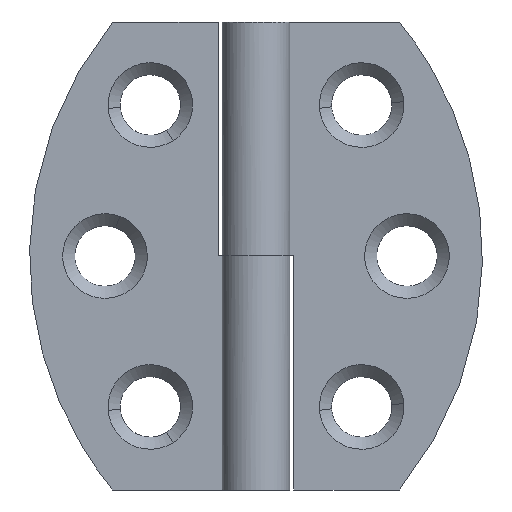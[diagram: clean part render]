
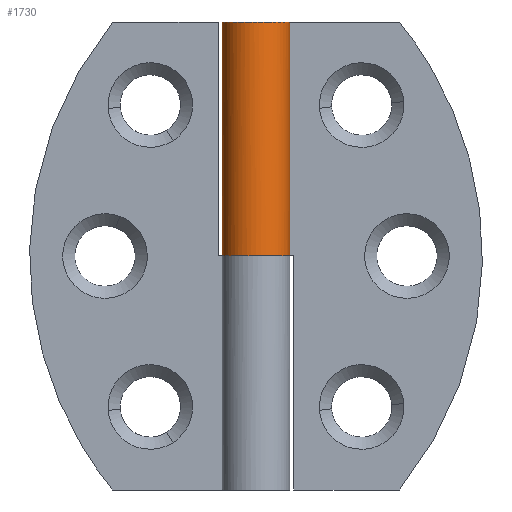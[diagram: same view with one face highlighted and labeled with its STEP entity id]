
A CAD part, front view. The second image highlights one B-rep face of the part: STEP entity #1730.
In plain terms, the highlighted free-form (B-spline) face has degree [1, 2] with [2, 7] control points.
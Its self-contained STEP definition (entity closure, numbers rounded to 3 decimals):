
#1551=CARTESIAN_POINT('',(1.903,1.2,15.5));
#1552=VERTEX_POINT('',#1551);
#1558=CARTESIAN_POINT('',(0.0,2.25,15.5));
#1559=VERTEX_POINT('',#1558);
#1560=CARTESIAN_POINT('',(0.0,2.25,15.5));
#1561=CARTESIAN_POINT('',(-1.744,2.25,15.5));
#1562=CARTESIAN_POINT('',(-2.179,0.561,15.5));
#1563=CARTESIAN_POINT('',(-2.614,-1.128,15.5));
#1564=CARTESIAN_POINT('',(-1.087,-1.97,15.5));
#1565=CARTESIAN_POINT('',(0.44,-2.812,15.5));
#1566=CARTESIAN_POINT('',(1.637,-1.544,15.5));
#1567=CARTESIAN_POINT('',(2.833,-0.275,15.5));
#1568=CARTESIAN_POINT('',(1.903,1.2,15.5));
#1576=(BOUNDED_CURVE()B_SPLINE_CURVE(2,(#1560,#1561,#1562,#1563,#1564,#1565,#1566,#1567,#1568),.UNSPECIFIED.,.F.,.U.)B_SPLINE_CURVE_WITH_KNOTS((3,2,2,2,3),(0.0,0.25,0.5,0.75,1.0),.UNSPECIFIED.)CURVE()GEOMETRIC_REPRESENTATION_ITEM()RATIONAL_B_SPLINE_CURVE((1.0,0.79,1.0,0.79,1.0,0.79,1.0,0.79,1.0))REPRESENTATION_ITEM(''));
#1577=EDGE_CURVE('',#1559,#1552,#1576,.T.);
#1601=CARTESIAN_POINT('',(0.0,2.25,31.));
#1602=VERTEX_POINT('',#1601);
#1608=CARTESIAN_POINT('',(1.903,1.2,31.));
#1609=VERTEX_POINT('',#1608);
#1610=CARTESIAN_POINT('',(1.903,1.2,31.));
#1611=CARTESIAN_POINT('',(2.833,-0.275,31.));
#1612=CARTESIAN_POINT('',(1.637,-1.544,31.));
#1613=CARTESIAN_POINT('',(0.44,-2.812,31.));
#1614=CARTESIAN_POINT('',(-1.087,-1.97,31.));
#1615=CARTESIAN_POINT('',(-2.614,-1.128,31.));
#1616=CARTESIAN_POINT('',(-2.179,0.561,31.));
#1617=CARTESIAN_POINT('',(-1.744,2.25,31.));
#1618=CARTESIAN_POINT('',(0.0,2.25,31.));
#1626=(BOUNDED_CURVE()B_SPLINE_CURVE(2,(#1610,#1611,#1612,#1613,#1614,#1615,#1616,#1617,#1618),.UNSPECIFIED.,.F.,.U.)B_SPLINE_CURVE_WITH_KNOTS((3,2,2,2,3),(0.0,0.25,0.5,0.75,1.0),.UNSPECIFIED.)CURVE()GEOMETRIC_REPRESENTATION_ITEM()RATIONAL_B_SPLINE_CURVE((1.0,0.79,1.0,0.79,1.0,0.79,1.0,0.79,1.0))REPRESENTATION_ITEM(''));
#1627=EDGE_CURVE('',#1609,#1602,#1626,.T.);
#1690=CARTESIAN_POINT('',(1.903,1.2,15.5));
#1691=CARTESIAN_POINT('',(1.903,1.2,31.));
#1692=QUASI_UNIFORM_CURVE('',1,(#1690,#1691),.UNSPECIFIED.,.F.,.U.);
#1693=EDGE_CURVE('',#1552,#1609,#1692,.T.);
#1698=CARTESIAN_POINT('',(1.854,1.274,15.113));
#1699=CARTESIAN_POINT('',(1.854,1.274,31.397));
#1700=CARTESIAN_POINT('',(3.456,-1.057,15.113));
#1701=CARTESIAN_POINT('',(3.456,-1.057,31.397));
#1702=CARTESIAN_POINT('',(0.825,-2.093,15.113));
#1703=CARTESIAN_POINT('',(0.825,-2.093,31.397));
#1704=CARTESIAN_POINT('',(-1.807,-3.13,15.113));
#1705=CARTESIAN_POINT('',(-1.807,-3.13,31.397));
#1706=CARTESIAN_POINT('',(-2.225,-0.333,15.113));
#1707=CARTESIAN_POINT('',(-2.225,-0.333,31.397));
#1708=CARTESIAN_POINT('',(-2.643,2.465,15.113));
#1709=CARTESIAN_POINT('',(-2.643,2.465,31.397));
#1710=CARTESIAN_POINT('',(0.177,2.243,15.113));
#1711=CARTESIAN_POINT('',(0.177,2.243,31.397));
#1719=(BOUNDED_SURFACE()B_SPLINE_SURFACE(1,2,((#1698,#1700,#1702,#1704,#1706,#1708,#1710),(#1699,#1701,#1703,#1705,#1707,#1709,#1711)),.UNSPECIFIED.,.F.,.F.,.U.)B_SPLINE_SURFACE_WITH_KNOTS((2,2),(3,2,2,3),(0.0,16.285),(0.0,4.341,8.682,13.023),.UNSPECIFIED.)GEOMETRIC_REPRESENTATION_ITEM()RATIONAL_B_SPLINE_SURFACE(((1.0,0.623,1.0,0.623,1.0,0.623,1.0),(1.0,0.623,1.0,0.623,1.0,0.623,1.0)))REPRESENTATION_ITEM('')SURFACE());
#1720=CARTESIAN_POINT('',(0.0,2.25,15.5));
#1721=CARTESIAN_POINT('',(0.0,2.25,31.));
#1722=QUASI_UNIFORM_CURVE('',1,(#1720,#1721),.UNSPECIFIED.,.F.,.U.);
#1723=EDGE_CURVE('',#1559,#1602,#1722,.T.);
#1724=ORIENTED_EDGE('',*,*,#1723,.F.);
#1725=ORIENTED_EDGE('',*,*,#1577,.T.);
#1726=ORIENTED_EDGE('',*,*,#1693,.T.);
#1727=ORIENTED_EDGE('',*,*,#1627,.T.);
#1728=EDGE_LOOP('',(#1724,#1725,#1726,#1727));
#1729=FACE_OUTER_BOUND('',#1728,.T.);
#1730=ADVANCED_FACE('',(#1729),#1719,.T.);
